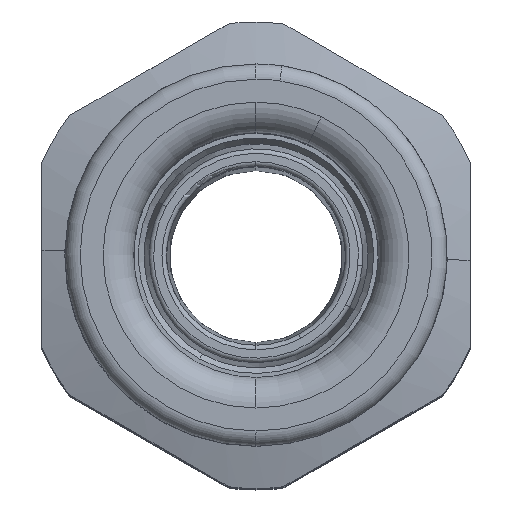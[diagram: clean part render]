
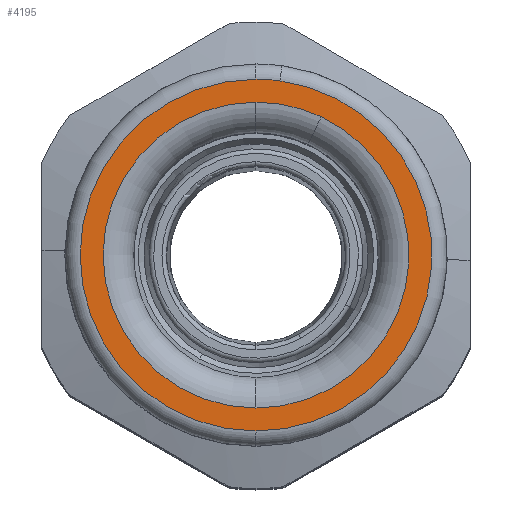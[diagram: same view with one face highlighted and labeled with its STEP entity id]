
A CAD part, top view. The second image highlights one B-rep face of the part: STEP entity #4195.
In plain terms, the highlighted planar face has unit normal (0, 0, 1).
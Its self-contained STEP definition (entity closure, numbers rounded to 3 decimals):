
#4058=AXIS2_PLACEMENT_3D('Circle Axis2P3D',#4056,#4057,$) ;
#4075=AXIS2_PLACEMENT_3D('Circle Axis2P3D',#4073,#4074,$) ;
#4099=AXIS2_PLACEMENT_3D('Circle Axis2P3D',#4097,#4098,$) ;
#4162=AXIS2_PLACEMENT_3D('Plane Axis2P3D',#4159,#4160,#4161) ;
#4171=AXIS2_PLACEMENT_3D('Circle Axis2P3D',#4169,#4170,$) ;
#4180=AXIS2_PLACEMENT_3D('Circle Axis2P3D',#4178,#4179,$) ;
#4187=AXIS2_PLACEMENT_3D('Circle Axis2P3D',#4185,#4186,$) ;
#4046=CARTESIAN_POINT('Vertex',(15.566,26.643,82.9)) ;
#4053=CARTESIAN_POINT('Vertex',(14.,26.75,82.9)) ;
#4056=CARTESIAN_POINT('Axis2P3D Location',(14.,15.25,82.9)) ;
#4073=CARTESIAN_POINT('Axis2P3D Location',(14.,15.25,82.9)) ;
#4077=CARTESIAN_POINT('Vertex',(14.,3.75,82.9)) ;
#4097=CARTESIAN_POINT('Axis2P3D Location',(14.,15.25,82.9)) ;
#4159=CARTESIAN_POINT('Axis2P3D Location',(14.,15.25,82.9)) ;
#4169=CARTESIAN_POINT('Axis2P3D Location',(14.,15.25,82.9)) ;
#4173=CARTESIAN_POINT('Vertex',(18.265,24.295,82.9)) ;
#4175=CARTESIAN_POINT('Vertex',(14.,25.25,82.9)) ;
#4178=CARTESIAN_POINT('Axis2P3D Location',(14.,15.25,82.9)) ;
#4182=CARTESIAN_POINT('Vertex',(14.,5.25,82.9)) ;
#4185=CARTESIAN_POINT('Axis2P3D Location',(14.,15.25,82.9)) ;
#4057=DIRECTION('Axis2P3D Direction',(0.,0.,1.)) ;
#4074=DIRECTION('Axis2P3D Direction',(0.,0.,1.)) ;
#4098=DIRECTION('Axis2P3D Direction',(0.,0.,1.)) ;
#4160=DIRECTION('Axis2P3D Direction',(0.,0.,1.)) ;
#4161=DIRECTION('Axis2P3D XDirection',(0.,1.,0.)) ;
#4170=DIRECTION('Axis2P3D Direction',(0.,0.,1.)) ;
#4179=DIRECTION('Axis2P3D Direction',(0.,0.,1.)) ;
#4186=DIRECTION('Axis2P3D Direction',(0.,0.,1.)) ;
#4165=ORIENTED_EDGE('',*,*,#4101,.T.) ;
#4166=ORIENTED_EDGE('',*,*,#4079,.T.) ;
#4167=ORIENTED_EDGE('',*,*,#4060,.T.) ;
#4191=ORIENTED_EDGE('',*,*,#4177,.F.) ;
#4192=ORIENTED_EDGE('',*,*,#4184,.F.) ;
#4193=ORIENTED_EDGE('',*,*,#4189,.F.) ;
#4194=FACE_BOUND('',#4190,.T.) ;
#4195=ADVANCED_FACE('Body',(#4168,#4194),#4163,.T.) ;
#4059=CIRCLE('generated circle',#4058,11.5) ;
#4076=CIRCLE('generated circle',#4075,11.5) ;
#4100=CIRCLE('generated circle',#4099,11.5) ;
#4172=CIRCLE('generated circle',#4171,10.) ;
#4181=CIRCLE('generated circle',#4180,10.) ;
#4188=CIRCLE('generated circle',#4187,10.) ;
#4060=EDGE_CURVE('',#4047,#4054,#4059,.T.) ;
#4079=EDGE_CURVE('',#4078,#4047,#4076,.T.) ;
#4101=EDGE_CURVE('',#4054,#4078,#4100,.T.) ;
#4177=EDGE_CURVE('',#4174,#4176,#4172,.T.) ;
#4184=EDGE_CURVE('',#4183,#4174,#4181,.T.) ;
#4189=EDGE_CURVE('',#4176,#4183,#4188,.T.) ;
#4164=EDGE_LOOP('',(#4165,#4166,#4167)) ;
#4190=EDGE_LOOP('',(#4191,#4192,#4193)) ;
#4168=FACE_OUTER_BOUND('',#4164,.T.) ;
#4163=PLANE('',#4162) ;
#4047=VERTEX_POINT('',#4046) ;
#4054=VERTEX_POINT('',#4053) ;
#4078=VERTEX_POINT('',#4077) ;
#4174=VERTEX_POINT('',#4173) ;
#4176=VERTEX_POINT('',#4175) ;
#4183=VERTEX_POINT('',#4182) ;
